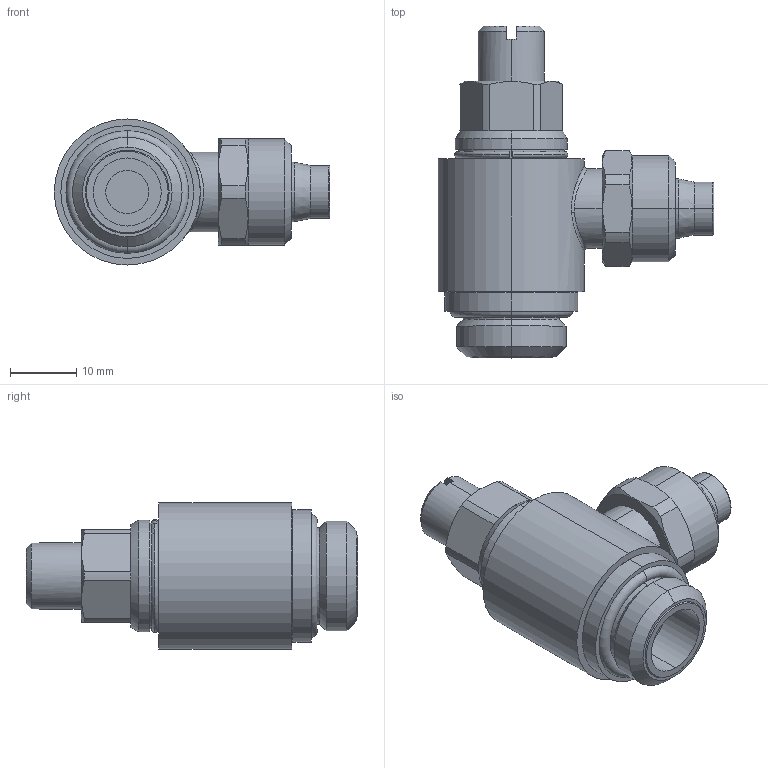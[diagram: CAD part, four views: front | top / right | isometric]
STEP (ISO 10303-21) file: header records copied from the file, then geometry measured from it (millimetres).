
FILE_DESCRIPTION (( 'STEP AP203' ), '1' );
FILE_NAME ('04100C53.STEP', '2010-04-19T13:11:19', ( '' ), ( 'sopra-pneumatic' ), 'SwSTEP 2.0', 'SolidWorks 2009', '' );
FILE_SCHEMA (( 'CONFIG_CONTROL_DESIGN' ));
Length unit declared in the file: millimetre
Products named in the file (1): 04100C53
Bounding box: 41.5 x 50 x 22 mm (x, y, z)
Volume: 14638.5 mm3; surface area: 5299.5 mm2
Topology: 2 solids, 2 shells, 121 faces, 266 edges, 164 vertices
Faces by surface type: cylinder 42, plane 41, cone 30, torus 6, bspline 2
Entity records: 4496 total; most frequent: CARTESIAN_POINT 1729, DIRECTION 598, ORIENTED_EDGE 532, EDGE_CURVE 266, AXIS2_PLACEMENT_3D 254, VERTEX_POINT 164, EDGE_LOOP 136, CIRCLE 134
